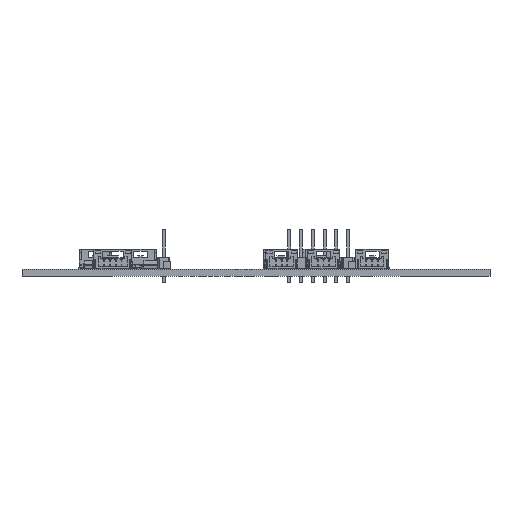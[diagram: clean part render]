
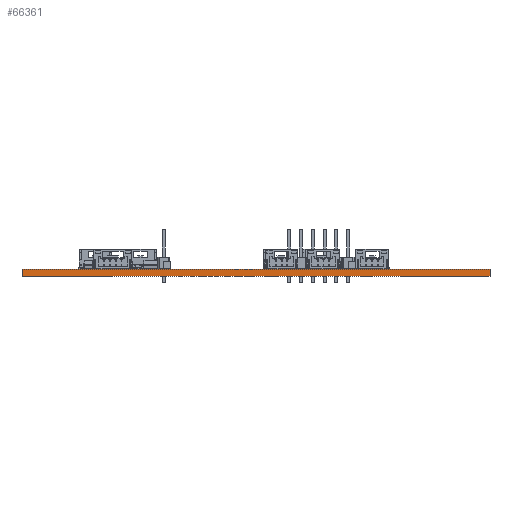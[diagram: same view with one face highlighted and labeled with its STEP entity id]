
A CAD part, left-side view. The second image highlights one B-rep face of the part: STEP entity #66361.
In plain terms, the highlighted planar face has unit normal (-1, 0, 0).
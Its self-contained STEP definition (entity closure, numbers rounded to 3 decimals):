
#58808 = PLANE('',#58809);
#58809 = AXIS2_PLACEMENT_3D('',#58810,#58811,#58812);
#58810 = CARTESIAN_POINT('',(142.,-83.718,1.58));
#58811 = DIRECTION('',(-0.,-0.,-1.));
#58812 = DIRECTION('',(-1.,0.,0.));
#58862 = PLANE('',#58863);
#58863 = AXIS2_PLACEMENT_3D('',#58864,#58865,#58866);
#58864 = CARTESIAN_POINT('',(142.,-83.718,0.));
#58865 = DIRECTION('',(-0.,-0.,-1.));
#58866 = DIRECTION('',(-1.,0.,0.));
#58895 = PLANE('',#58896);
#58896 = AXIS2_PLACEMENT_3D('',#58897,#58898,#58899);
#58897 = CARTESIAN_POINT('',(103.,-33.5,0.));
#58898 = DIRECTION('',(0.,1.,0.));
#58899 = DIRECTION('',(1.,0.,0.));
#59195 = VERTEX_POINT('',#59196);
#59196 = CARTESIAN_POINT('',(103.,-134.,0.));
#59210 = PLANE('',#59211);
#59211 = AXIS2_PLACEMENT_3D('',#59212,#59213,#59214);
#59212 = CARTESIAN_POINT('',(125.,-134.,0.));
#59213 = DIRECTION('',(0.,-1.,0.));
#59214 = DIRECTION('',(-1.,0.,0.));
#59222 = EDGE_CURVE('',#59195,#59223,#59225,.T.);
#59223 = VERTEX_POINT('',#59224);
#59224 = CARTESIAN_POINT('',(103.,-33.5,0.));
#59225 = SURFACE_CURVE('',#59226,(#59230,#59237),.PCURVE_S1.);
#59226 = LINE('',#59227,#59228);
#59227 = CARTESIAN_POINT('',(103.,-134.,0.));
#59228 = VECTOR('',#59229,1.);
#59229 = DIRECTION('',(0.,1.,0.));
#59230 = PCURVE('',#58862,#59231);
#59231 = DEFINITIONAL_REPRESENTATION('',(#59232),#59236);
#59232 = LINE('',#59233,#59234);
#59233 = CARTESIAN_POINT('',(39.,-50.282));
#59234 = VECTOR('',#59235,1.);
#59235 = DIRECTION('',(0.,1.));
#59236 = ( GEOMETRIC_REPRESENTATION_CONTEXT(2) 
PARAMETRIC_REPRESENTATION_CONTEXT() REPRESENTATION_CONTEXT('2D SPACE',''
  ) );
#59237 = PCURVE('',#59238,#59243);
#59238 = PLANE('',#59239);
#59239 = AXIS2_PLACEMENT_3D('',#59240,#59241,#59242);
#59240 = CARTESIAN_POINT('',(103.,-134.,0.));
#59241 = DIRECTION('',(-1.,0.,0.));
#59242 = DIRECTION('',(0.,1.,0.));
#59243 = DEFINITIONAL_REPRESENTATION('',(#59244),#59248);
#59244 = LINE('',#59245,#59246);
#59245 = CARTESIAN_POINT('',(0.,0.));
#59246 = VECTOR('',#59247,1.);
#59247 = DIRECTION('',(1.,0.));
#59248 = ( GEOMETRIC_REPRESENTATION_CONTEXT(2) 
PARAMETRIC_REPRESENTATION_CONTEXT() REPRESENTATION_CONTEXT('2D SPACE',''
  ) );
#63091 = VERTEX_POINT('',#63092);
#63092 = CARTESIAN_POINT('',(103.,-134.,1.58));
#63113 = EDGE_CURVE('',#63091,#63114,#63116,.T.);
#63114 = VERTEX_POINT('',#63115);
#63115 = CARTESIAN_POINT('',(103.,-33.5,1.58));
#63116 = SURFACE_CURVE('',#63117,(#63121,#63128),.PCURVE_S1.);
#63117 = LINE('',#63118,#63119);
#63118 = CARTESIAN_POINT('',(103.,-134.,1.58));
#63119 = VECTOR('',#63120,1.);
#63120 = DIRECTION('',(0.,1.,0.));
#63121 = PCURVE('',#58808,#63122);
#63122 = DEFINITIONAL_REPRESENTATION('',(#63123),#63127);
#63123 = LINE('',#63124,#63125);
#63124 = CARTESIAN_POINT('',(39.,-50.282));
#63125 = VECTOR('',#63126,1.);
#63126 = DIRECTION('',(0.,1.));
#63127 = ( GEOMETRIC_REPRESENTATION_CONTEXT(2) 
PARAMETRIC_REPRESENTATION_CONTEXT() REPRESENTATION_CONTEXT('2D SPACE',''
  ) );
#63128 = PCURVE('',#59238,#63129);
#63129 = DEFINITIONAL_REPRESENTATION('',(#63130),#63134);
#63130 = LINE('',#63131,#63132);
#63131 = CARTESIAN_POINT('',(0.,-1.58));
#63132 = VECTOR('',#63133,1.);
#63133 = DIRECTION('',(1.,0.));
#63134 = ( GEOMETRIC_REPRESENTATION_CONTEXT(2) 
PARAMETRIC_REPRESENTATION_CONTEXT() REPRESENTATION_CONTEXT('2D SPACE',''
  ) );
#66311 = EDGE_CURVE('',#59223,#63114,#66312,.T.);
#66312 = SURFACE_CURVE('',#66313,(#66317,#66324),.PCURVE_S1.);
#66313 = LINE('',#66314,#66315);
#66314 = CARTESIAN_POINT('',(103.,-33.5,0.));
#66315 = VECTOR('',#66316,1.);
#66316 = DIRECTION('',(0.,0.,1.));
#66317 = PCURVE('',#58895,#66318);
#66318 = DEFINITIONAL_REPRESENTATION('',(#66319),#66323);
#66319 = LINE('',#66320,#66321);
#66320 = CARTESIAN_POINT('',(0.,0.));
#66321 = VECTOR('',#66322,1.);
#66322 = DIRECTION('',(0.,-1.));
#66323 = ( GEOMETRIC_REPRESENTATION_CONTEXT(2) 
PARAMETRIC_REPRESENTATION_CONTEXT() REPRESENTATION_CONTEXT('2D SPACE',''
  ) );
#66324 = PCURVE('',#59238,#66325);
#66325 = DEFINITIONAL_REPRESENTATION('',(#66326),#66330);
#66326 = LINE('',#66327,#66328);
#66327 = CARTESIAN_POINT('',(100.5,0.));
#66328 = VECTOR('',#66329,1.);
#66329 = DIRECTION('',(0.,-1.));
#66330 = ( GEOMETRIC_REPRESENTATION_CONTEXT(2) 
PARAMETRIC_REPRESENTATION_CONTEXT() REPRESENTATION_CONTEXT('2D SPACE',''
  ) );
#66361 = ADVANCED_FACE('',(#66362),#59238,.T.);
#66362 = FACE_BOUND('',#66363,.T.);
#66363 = EDGE_LOOP('',(#66364,#66385,#66386,#66387));
#66364 = ORIENTED_EDGE('',*,*,#66365,.T.);
#66365 = EDGE_CURVE('',#59195,#63091,#66366,.T.);
#66366 = SURFACE_CURVE('',#66367,(#66371,#66378),.PCURVE_S1.);
#66367 = LINE('',#66368,#66369);
#66368 = CARTESIAN_POINT('',(103.,-134.,0.));
#66369 = VECTOR('',#66370,1.);
#66370 = DIRECTION('',(0.,0.,1.));
#66371 = PCURVE('',#59238,#66372);
#66372 = DEFINITIONAL_REPRESENTATION('',(#66373),#66377);
#66373 = LINE('',#66374,#66375);
#66374 = CARTESIAN_POINT('',(0.,0.));
#66375 = VECTOR('',#66376,1.);
#66376 = DIRECTION('',(0.,-1.));
#66377 = ( GEOMETRIC_REPRESENTATION_CONTEXT(2) 
PARAMETRIC_REPRESENTATION_CONTEXT() REPRESENTATION_CONTEXT('2D SPACE',''
  ) );
#66378 = PCURVE('',#59210,#66379);
#66379 = DEFINITIONAL_REPRESENTATION('',(#66380),#66384);
#66380 = LINE('',#66381,#66382);
#66381 = CARTESIAN_POINT('',(22.,0.));
#66382 = VECTOR('',#66383,1.);
#66383 = DIRECTION('',(0.,-1.));
#66384 = ( GEOMETRIC_REPRESENTATION_CONTEXT(2) 
PARAMETRIC_REPRESENTATION_CONTEXT() REPRESENTATION_CONTEXT('2D SPACE',''
  ) );
#66385 = ORIENTED_EDGE('',*,*,#63113,.T.);
#66386 = ORIENTED_EDGE('',*,*,#66311,.F.);
#66387 = ORIENTED_EDGE('',*,*,#59222,.F.);
